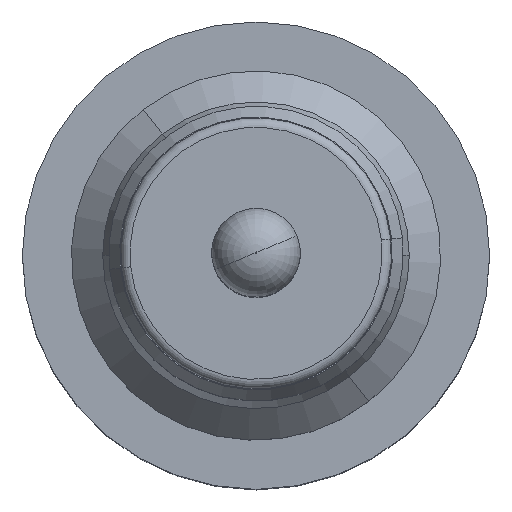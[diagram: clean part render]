
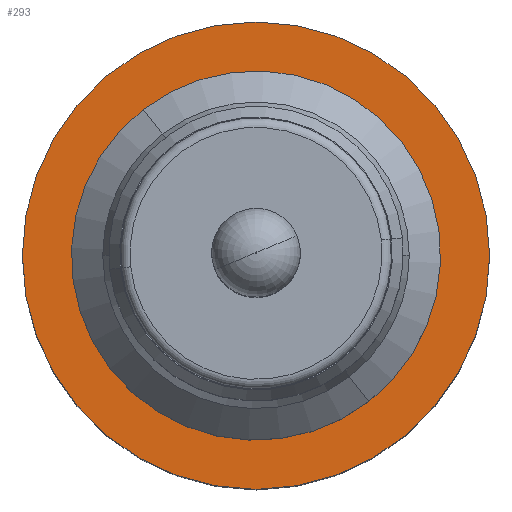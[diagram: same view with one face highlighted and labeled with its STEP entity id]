
A CAD part, top view. The second image highlights one B-rep face of the part: STEP entity #293.
In plain terms, the highlighted planar face has unit normal (0, 0, 1).
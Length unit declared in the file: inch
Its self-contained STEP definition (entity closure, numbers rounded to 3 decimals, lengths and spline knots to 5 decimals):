
#61 = DIRECTION ( 'NONE',  ( 1., 0., 0. ) ) ;
#62 = DIRECTION ( 'NONE',  ( 0., 0., 1. ) ) ;
#63 = CARTESIAN_POINT ( 'NONE',  ( 0., 0., 0.888 ) ) ;
#192 = CARTESIAN_POINT ( 'NONE',  ( 0., 0.2475, 0.888 ) ) ;
#240 = EDGE_CURVE ( 'NONE', #1145, #1147, #994, .T. ) ;
#293 = ADVANCED_FACE ( 'NONE', ( #892, #889 ), #373, .T. ) ;
#302 = CARTESIAN_POINT ( 'NONE',  ( 0., -0.2475, 0.888 ) ) ;
#328 = CARTESIAN_POINT ( 'NONE',  ( -0.11949, 0.15474, 0.888 ) ) ;
#331 = CARTESIAN_POINT ( 'NONE',  ( 0.11949, -0.15474, 0.888 ) ) ;
#366 = DIRECTION ( 'NONE',  ( 0., -1., 0. ) ) ;
#367 = DIRECTION ( 'NONE',  ( 0., 0., 1. ) ) ;
#369 = CARTESIAN_POINT ( 'NONE',  ( 0.1925, 0., 0.888 ) ) ;
#373 = PLANE ( 'NONE',  #496 ) ;
#467 = AXIS2_PLACEMENT_3D ( 'NONE', #1688, #1689, #1690 ) ;
#468 = AXIS2_PLACEMENT_3D ( 'NONE', #1685, #1686, #1687 ) ;
#480 = AXIS2_PLACEMENT_3D ( 'NONE', #683, #684, #685 ) ;
#496 = AXIS2_PLACEMENT_3D ( 'NONE', #369, #367, #366 ) ;
#683 = CARTESIAN_POINT ( 'NONE',  ( 0., 0., 0.888 ) ) ;
#684 = DIRECTION ( 'NONE',  ( 0., 0., -1. ) ) ;
#685 = DIRECTION ( 'NONE',  ( 0., 1., 0. ) ) ;
#810 = CIRCLE ( 'NONE', #467, 0.2475 ) ;
#811 = CIRCLE ( 'NONE', #468, 0.1955 ) ;
#856 = CIRCLE ( 'NONE', #480, 0.2475 ) ;
#889 = FACE_OUTER_BOUND ( 'NONE', #1407, .T. ) ;
#892 = FACE_BOUND ( 'NONE', #1420, .T. ) ;
#994 = CIRCLE ( 'NONE', #1811, 0.1955 ) ;
#1145 = VERTEX_POINT ( 'NONE', #331 ) ;
#1147 = VERTEX_POINT ( 'NONE', #328 ) ;
#1257 = VERTEX_POINT ( 'NONE', #302 ) ;
#1268 = VERTEX_POINT ( 'NONE', #192 ) ;
#1273 = ORIENTED_EDGE ( 'NONE', *, *, #1758, .F. ) ;
#1279 = ORIENTED_EDGE ( 'NONE', *, *, #240, .F. ) ;
#1281 = ORIENTED_EDGE ( 'NONE', *, *, #1757, .F. ) ;
#1292 = ORIENTED_EDGE ( 'NONE', *, *, #1737, .F. ) ;
#1407 = EDGE_LOOP ( 'NONE', ( #1292, #1273 ) ) ;
#1420 = EDGE_LOOP ( 'NONE', ( #1279, #1281 ) ) ;
#1685 = CARTESIAN_POINT ( 'NONE',  ( 0., 0., 0.888 ) ) ;
#1686 = DIRECTION ( 'NONE',  ( 0., 0., 1. ) ) ;
#1687 = DIRECTION ( 'NONE',  ( 1., 0., 0. ) ) ;
#1688 = CARTESIAN_POINT ( 'NONE',  ( 0., 0., 0.888 ) ) ;
#1689 = DIRECTION ( 'NONE',  ( 0., 0., -1. ) ) ;
#1690 = DIRECTION ( 'NONE',  ( 0., 1., 0. ) ) ;
#1737 = EDGE_CURVE ( 'NONE', #1268, #1257, #856, .T. ) ;
#1757 = EDGE_CURVE ( 'NONE', #1147, #1145, #811, .T. ) ;
#1758 = EDGE_CURVE ( 'NONE', #1257, #1268, #810, .T. ) ;
#1811 = AXIS2_PLACEMENT_3D ( 'NONE', #63, #62, #61 ) ;
